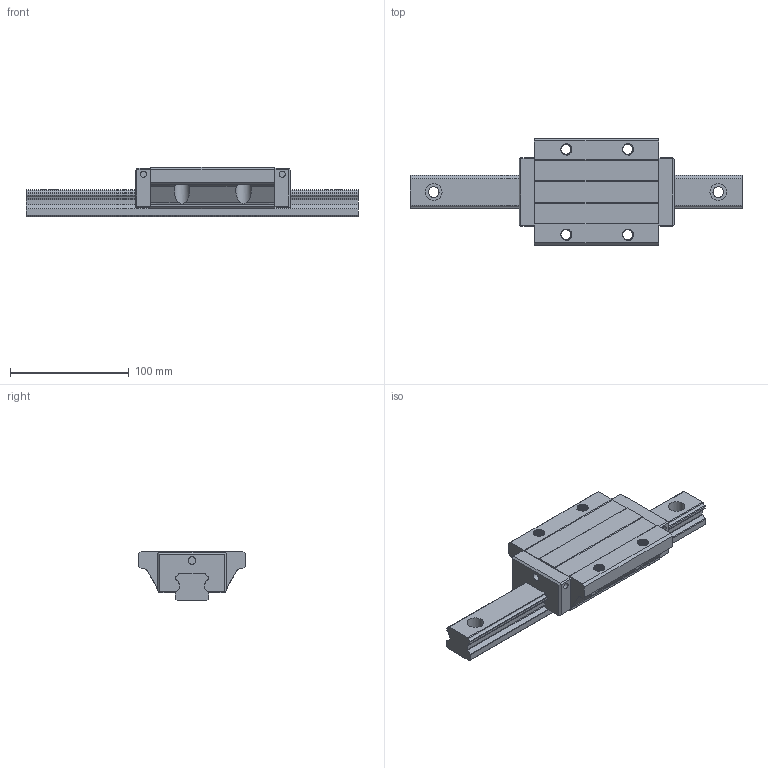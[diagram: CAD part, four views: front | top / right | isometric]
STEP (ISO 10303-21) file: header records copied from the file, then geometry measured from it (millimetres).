
FILE_DESCRIPTION(/* description */ (''),/* implementation_level */ '2;1');
FILE_NAME(/* name */ 'TRH30FE.stp',/* time_stamp */ '2012-09-20T17:54:03+08:00',/* author */ (''),/* organization */ (''),/* preprocessor_version */ 'ST-DEVELOPER v11',/* originating_system */ 'SIEMENS UGS NX 6.0',/* authorisation */ '');
FILE_SCHEMA (('CONFIG_CONTROL_DESIGN'));
Length unit declared in the file: millimetre
Products named in the file (1): darr5C22n7d2
Bounding box: 280 x 90 x 42 mm (x, y, z)
Volume: 421706.6 mm3; surface area: 74205.6 mm2
Topology: 2 solids, 2 shells, 174 faces, 559 edges, 411 vertices
Faces by surface type: plane 96, cylinder 70, bspline 8
Full cylindrical faces by diameter (mm): 5.2 x4, 6.5 x2, 9 x4, 14 x4
Entity records: 13133 total; most frequent: CARTESIAN_POINT 8361, ORIENTED_EDGE 1064, DIRECTION 831, EDGE_CURVE 532, VERTEX_POINT 386, AXIS2_PLACEMENT_3D 300, LINE 231, VECTOR 231
